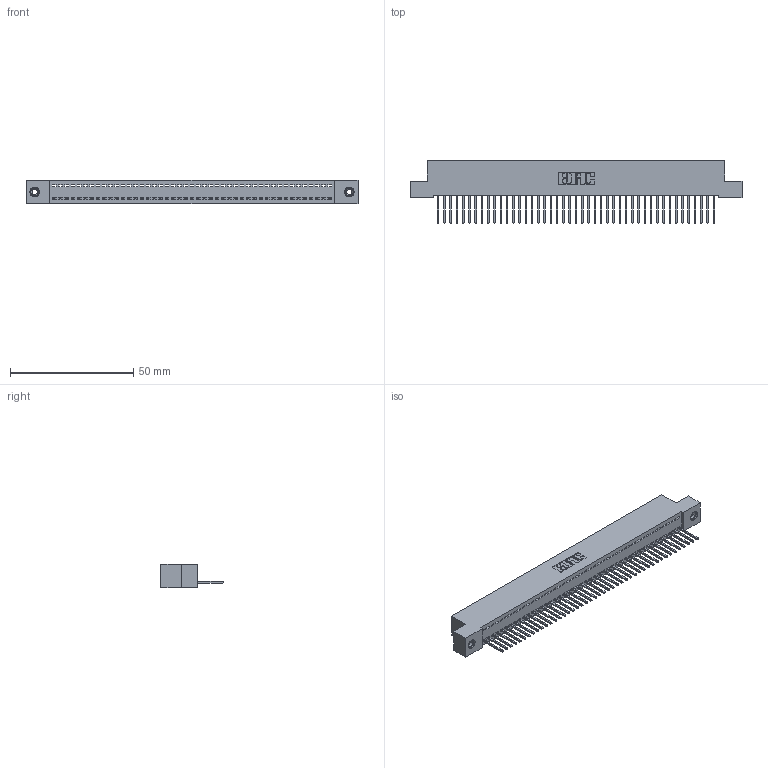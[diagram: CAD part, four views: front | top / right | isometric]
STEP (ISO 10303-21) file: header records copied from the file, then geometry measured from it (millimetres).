
FILE_DESCRIPTION (( 'STEP AP203' ), '1' );
FILE_NAME ('392-045-523-108.STEP', '2018-08-16T15:57:28', ( '' ), ( '' ), 'SwSTEP 2.0', 'SolidWorks 2016', '' );
FILE_SCHEMA (( 'CONFIG_CONTROL_DESIGN' ));
Length unit declared in the file: inch
Products named in the file (4): 342 Part_TI; 345-292-001_345-293-123; 345-250-001_345-250-003-102; 392-045-523-108
Assembly tree (48 placements, depth 2):
  392-045-523-108
    342 Part_TI
    345-292-001_345-293-123  x45
    345-250-001_345-250-003-102  x2
Bounding box: 134.62 x 25.15 x 9.4 mm (x, y, z)
Volume: 11791.4 mm3; surface area: 17431.9 mm2
Topology: 48 solids, 48 shells, 2780 faces, 8355 edges, 5502 vertices
Faces by surface type: plane 1988, cylinder 776, cone 12, torus 4
Entity records: 28194 total; most frequent: CARTESIAN_POINT 4844, ORIENTED_EDGE 4818, DIRECTION 4113, EDGE_CURVE 2409, LINE 2261, VECTOR 2261, VERTEX_POINT 1600, AXIS2_PLACEMENT_3D 926
